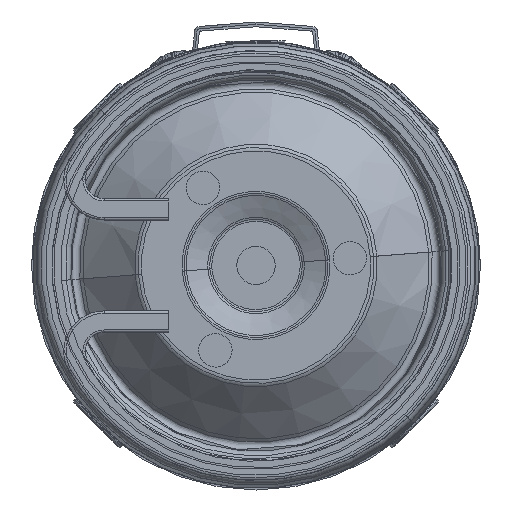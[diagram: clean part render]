
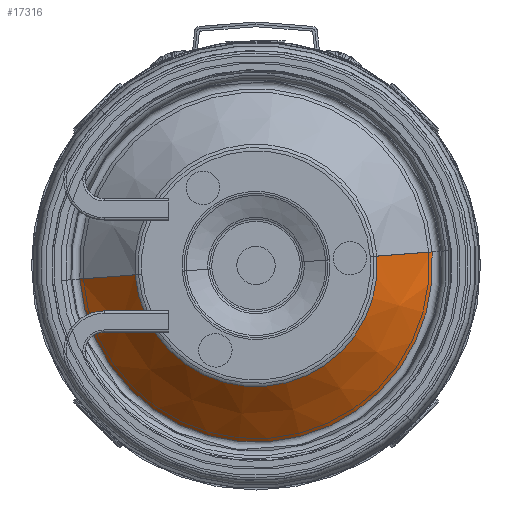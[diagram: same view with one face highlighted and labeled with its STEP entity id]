
A CAD part, front view. The second image highlights one B-rep face of the part: STEP entity #17316.
In plain terms, the highlighted conical face has half-angle 46.546 degrees and reference radius 25.375 mm.
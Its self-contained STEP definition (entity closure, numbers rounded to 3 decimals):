
#228 = FACE_OUTER_BOUND ( 'NONE', #12935, .T. ) ;
#240 = ORIENTED_EDGE ( 'NONE', *, *, #22648, .T. ) ;
#436 = AXIS2_PLACEMENT_3D ( 'NONE', #8128, #8981, #17998 ) ;
#1881 = CARTESIAN_POINT ( 'NONE',  ( 0., 0.548, 25.376 ) ) ;
#2268 = VECTOR ( 'NONE', #33828, 1000. ) ;
#3151 = LINE ( 'NONE', #25174, #2268 ) ;
#4784 = DIRECTION ( 'NONE',  ( 0., 0., 1. ) ) ;
#7739 = ORIENTED_EDGE ( 'NONE', *, *, #32448, .F. ) ;
#7918 = DIRECTION ( 'NONE',  ( 0., 1., 0. ) ) ;
#8128 = CARTESIAN_POINT ( 'NONE',  ( 0., 11.526, 0. ) ) ;
#8981 = DIRECTION ( 'NONE',  ( 0., 1., 0. ) ) ;
#10794 = CARTESIAN_POINT ( 'NONE',  ( 0., 0.548, -25.376 ) ) ;
#11044 = VERTEX_POINT ( 'NONE', #16581 ) ;
#12086 = AXIS2_PLACEMENT_3D ( 'NONE', #27008, #7918, #4784 ) ;
#12935 = EDGE_LOOP ( 'NONE', ( #7739, #240, #14760, #40647 ) ) ;
#12981 = CARTESIAN_POINT ( 'NONE',  ( 0., 0.548, 0. ) ) ;
#14760 = ORIENTED_EDGE ( 'NONE', *, *, #26205, .T. ) ;
#16581 = CARTESIAN_POINT ( 'NONE',  ( 0., 11.526, -36.962 ) ) ;
#17316 = ADVANCED_FACE ( 'NONE', ( #228 ), #22266, .T. ) ;
#17998 = DIRECTION ( 'NONE',  ( 0., 0., 1. ) ) ;
#18677 = DIRECTION ( 'NONE',  ( 0., 1., 0. ) ) ;
#19861 = DIRECTION ( 'NONE',  ( 0., 0.688, -0.726 ) ) ;
#22266 = CONICAL_SURFACE ( 'NONE', #30298, 25.376, 0.812 ) ;
#22452 = VERTEX_POINT ( 'NONE', #37950 ) ;
#22648 = EDGE_CURVE ( 'NONE', #22452, #37458, #30194, .T. ) ;
#23999 = VECTOR ( 'NONE', #19861, 1000. ) ;
#25174 = CARTESIAN_POINT ( 'NONE',  ( 0., 0.548, 25.376 ) ) ;
#26205 = EDGE_CURVE ( 'NONE', #37458, #30346, #3151, .T. ) ;
#27008 = CARTESIAN_POINT ( 'NONE',  ( 0., 0.548, 0. ) ) ;
#30048 = EDGE_CURVE ( 'NONE', #11044, #30346, #35242, .T. ) ;
#30194 = CIRCLE ( 'NONE', #12086, 25.376 ) ;
#30298 = AXIS2_PLACEMENT_3D ( 'NONE', #12981, #18677, #38145 ) ;
#30346 = VERTEX_POINT ( 'NONE', #32861 ) ;
#32448 = EDGE_CURVE ( 'NONE', #22452, #11044, #39133, .T. ) ;
#32861 = CARTESIAN_POINT ( 'NONE',  ( 0., 11.526, 36.962 ) ) ;
#33828 = DIRECTION ( 'NONE',  ( 0., 0.688, 0.726 ) ) ;
#35242 = CIRCLE ( 'NONE', #436, 36.962 ) ;
#37458 = VERTEX_POINT ( 'NONE', #1881 ) ;
#37950 = CARTESIAN_POINT ( 'NONE',  ( 0., 0.548, -25.376 ) ) ;
#38145 = DIRECTION ( 'NONE',  ( 0., 0., 1. ) ) ;
#39133 = LINE ( 'NONE', #10794, #23999 ) ;
#40647 = ORIENTED_EDGE ( 'NONE', *, *, #30048, .F. ) ;
